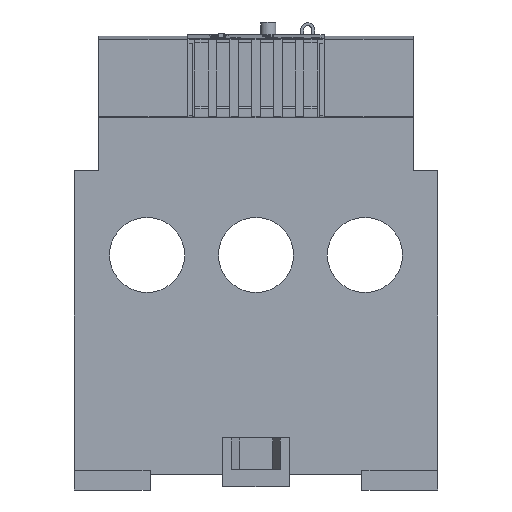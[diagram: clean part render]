
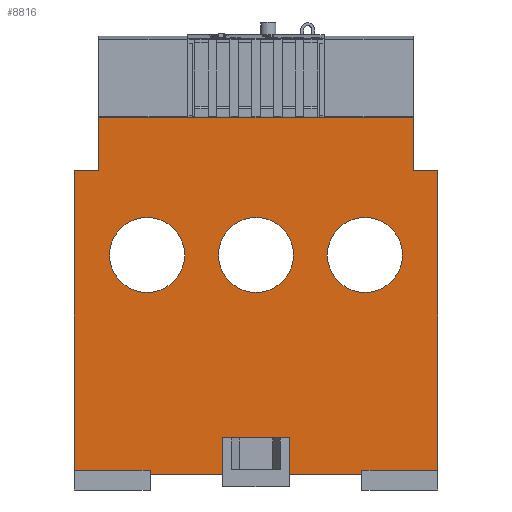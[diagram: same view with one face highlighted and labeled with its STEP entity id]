
A CAD part, front view. The second image highlights one B-rep face of the part: STEP entity #8816.
In plain terms, the highlighted planar face has unit normal (0, -1, 0).
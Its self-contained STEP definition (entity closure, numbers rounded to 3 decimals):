
#8816=ADVANCED_FACE('',(#23381,#23382,#23383,#23384),#23385,.F.);
#9034=VERTEX_POINT('',#23717);
#9040=VERTEX_POINT('',#23723);
#9042=EDGE_CURVE('',#9040,#9034,#23725,.T.);
#9050=VERTEX_POINT('',#23733);
#9056=VERTEX_POINT('',#23739);
#9058=EDGE_CURVE('',#9056,#9050,#23741,.T.);
#9066=VERTEX_POINT('',#23749);
#9072=VERTEX_POINT('',#23755);
#9074=EDGE_CURVE('',#9072,#9066,#23757,.T.);
#12340=VERTEX_POINT('',#27023);
#12344=VERTEX_POINT('',#27027);
#12346=EDGE_CURVE('',#12340,#12344,#27029,.T.);
#18638=VERTEX_POINT('',#33321);
#18640=VERTEX_POINT('',#33323);
#18642=EDGE_CURVE('',#18638,#18640,#33325,.T.);
#18670=VERTEX_POINT('',#33353);
#18672=EDGE_CURVE('',#18670,#18638,#33355,.T.);
#18722=VERTEX_POINT('',#33405);
#18724=EDGE_CURVE('',#18640,#18722,#33407,.T.);
#18736=VERTEX_POINT('',#33419);
#18738=EDGE_CURVE('',#18670,#18736,#33421,.T.);
#18900=VERTEX_POINT('',#33583);
#18904=EDGE_CURVE('',#18900,#18722,#33587,.T.);
#19156=VERTEX_POINT('',#33839);
#19160=VERTEX_POINT('',#33843);
#19162=EDGE_CURVE('',#19156,#19160,#33845,.T.);
#19236=VERTEX_POINT('',#33919);
#19240=VERTEX_POINT('',#33923);
#19242=EDGE_CURVE('',#19236,#19240,#33925,.T.);
#19294=VERTEX_POINT('',#33977);
#19296=EDGE_CURVE('',#19294,#18736,#33979,.T.);
#19470=VERTEX_POINT('',#34153);
#19474=EDGE_CURVE('',#18900,#19470,#34157,.T.);
#19478=EDGE_CURVE('',#19470,#19160,#34161,.T.);
#19484=VERTEX_POINT('',#34167);
#19486=EDGE_CURVE('',#19484,#19156,#34169,.T.);
#19488=EDGE_CURVE('',#12344,#19484,#34171,.T.);
#19490=VERTEX_POINT('',#34173);
#19492=EDGE_CURVE('',#19490,#12340,#34175,.T.);
#19494=EDGE_CURVE('',#19240,#19490,#34177,.T.);
#19496=EDGE_CURVE('',#19236,#19294,#34179,.T.);
#19498=EDGE_CURVE('',#9034,#9040,#34181,.T.);
#19500=EDGE_CURVE('',#9050,#9056,#34183,.T.);
#19502=EDGE_CURVE('',#9066,#9072,#34185,.T.);
#23381=FACE_OUTER_BOUND('',#38054,.T.);
#23382=FACE_BOUND('',#38055,.T.);
#23383=FACE_BOUND('',#38056,.T.);
#23384=FACE_BOUND('',#38057,.T.);
#23385=PLANE('',#38058);
#23717=CARTESIAN_POINT('',(36.401,22.25,77.65));
#23723=CARTESIAN_POINT('',(11.601,22.25,77.65));
#23725=CIRCLE('',#38401,12.4);
#23733=CARTESIAN_POINT('',(72.401,22.25,77.65));
#23739=CARTESIAN_POINT('',(47.601,22.25,77.65));
#23741=CIRCLE('',#38423,12.4);
#23749=CARTESIAN_POINT('',(108.401,22.25,77.65));
#23755=CARTESIAN_POINT('',(83.601,22.25,77.65));
#23757=CIRCLE('',#38445,12.4);
#27023=CARTESIAN_POINT('',(8.001,22.25,123.152));
#27027=CARTESIAN_POINT('',(112.001,22.25,123.152));
#27029=LINE('',#43544,#43545);
#33321=CARTESIAN_POINT('',(49.001,22.25,17.2));
#33323=CARTESIAN_POINT('',(71.001,22.25,17.2));
#33325=LINE('',#53603,#53604);
#33353=CARTESIAN_POINT('',(49.001,22.25,5.0));
#33355=LINE('',#53649,#53650);
#33405=CARTESIAN_POINT('',(71.001,22.25,5.0));
#33407=LINE('',#53733,#53734);
#33419=CARTESIAN_POINT('',(25.001,22.25,5.0));
#33421=LINE('',#53757,#53758);
#33583=CARTESIAN_POINT('',(95.001,22.25,5.0));
#33587=LINE('',#54011,#54012);
#33839=CARTESIAN_POINT('',(120.001,22.25,105.5));
#33843=CARTESIAN_POINT('',(120.001,22.25,6.5));
#33845=LINE('',#54415,#54416);
#33919=CARTESIAN_POINT('',(0.001,22.25,6.5));
#33923=CARTESIAN_POINT('',(0.001,22.25,105.5));
#33925=LINE('',#54535,#54536);
#33977=CARTESIAN_POINT('',(25.001,22.25,6.5));
#33979=LINE('',#54619,#54620);
#34153=CARTESIAN_POINT('',(95.001,22.25,6.5));
#34157=LINE('',#54895,#54896);
#34161=LINE('',#54903,#54904);
#34167=CARTESIAN_POINT('',(112.001,22.25,105.5));
#34169=LINE('',#54917,#54918);
#34171=LINE('',#54921,#54922);
#34173=CARTESIAN_POINT('',(8.001,22.25,105.5));
#34175=LINE('',#54927,#54928);
#34177=LINE('',#54931,#54932);
#34179=LINE('',#54935,#54936);
#34181=CIRCLE('',#54939,12.4);
#34183=CIRCLE('',#54942,12.4);
#34185=CIRCLE('',#54945,12.4);
#38054=EDGE_LOOP('',(#66208,#66209,#66210,#66211,#66212,#66213,#66214,#66215,#66216,#66217,#66218,#66219,#66220,#66221,#66222,#66223));
#38055=EDGE_LOOP('',(#66224,#66225));
#38056=EDGE_LOOP('',(#66226,#66227));
#38057=EDGE_LOOP('',(#66228,#66229));
#38058=AXIS2_PLACEMENT_3D('',#66230,#66231,#66232);
#38401=AXIS2_PLACEMENT_3D('',#67201,#67202,#67203);
#38423=AXIS2_PLACEMENT_3D('',#67209,#67210,#67211);
#38445=AXIS2_PLACEMENT_3D('',#67217,#67218,#67219);
#43544=CARTESIAN_POINT('',(30.001,22.25,123.152));
#43545=VECTOR('',#68615,1.0);
#53603=CARTESIAN_POINT('',(60.001,22.25,17.2));
#53604=VECTOR('',#71113,1.0);
#53649=CARTESIAN_POINT('',(49.001,22.25,39.907));
#53650=VECTOR('',#71121,1.0);
#53733=CARTESIAN_POINT('',(71.001,22.25,39.907));
#53734=VECTOR('',#71137,1.0);
#53757=CARTESIAN_POINT('',(120.001,22.25,5.0));
#53758=VECTOR('',#71142,1.0);
#54011=CARTESIAN_POINT('',(120.001,22.25,5.0));
#54012=VECTOR('',#71186,1.0);
#54415=CARTESIAN_POINT('',(120.001,22.25,105.5));
#54416=VECTOR('',#71279,1.0);
#54535=CARTESIAN_POINT('',(0.001,22.25,5.0));
#54536=VECTOR('',#71304,1.0);
#54619=CARTESIAN_POINT('',(25.001,22.25,36.982));
#54620=VECTOR('',#71319,1.0);
#54895=CARTESIAN_POINT('',(95.001,22.25,36.982));
#54896=VECTOR('',#71403,1.0);
#54903=CARTESIAN_POINT('',(83.751,22.25,6.5));
#54904=VECTOR('',#71405,1.0);
#54917=CARTESIAN_POINT('',(112.001,22.25,105.5));
#54918=VECTOR('',#71408,1.0);
#54921=CARTESIAN_POINT('',(112.001,22.25,138.511));
#54922=VECTOR('',#71409,1.0);
#54927=CARTESIAN_POINT('',(8.001,22.25,105.5));
#54928=VECTOR('',#71410,1.0);
#54931=CARTESIAN_POINT('',(0.001,22.25,105.5));
#54932=VECTOR('',#71411,1.0);
#54935=CARTESIAN_POINT('',(36.251,22.25,6.5));
#54936=VECTOR('',#71412,1.0);
#54939=AXIS2_PLACEMENT_3D('',#71413,#71414,#71415);
#54942=AXIS2_PLACEMENT_3D('',#71416,#71417,#71418);
#54945=AXIS2_PLACEMENT_3D('',#71419,#71420,#71421);
#66208=ORIENTED_EDGE('',*,*,#18724,.T.);
#66209=ORIENTED_EDGE('',*,*,#18904,.F.);
#66210=ORIENTED_EDGE('',*,*,#19474,.T.);
#66211=ORIENTED_EDGE('',*,*,#19478,.T.);
#66212=ORIENTED_EDGE('',*,*,#19162,.F.);
#66213=ORIENTED_EDGE('',*,*,#19486,.F.);
#66214=ORIENTED_EDGE('',*,*,#19488,.F.);
#66215=ORIENTED_EDGE('',*,*,#12346,.F.);
#66216=ORIENTED_EDGE('',*,*,#19492,.F.);
#66217=ORIENTED_EDGE('',*,*,#19494,.F.);
#66218=ORIENTED_EDGE('',*,*,#19242,.F.);
#66219=ORIENTED_EDGE('',*,*,#19496,.T.);
#66220=ORIENTED_EDGE('',*,*,#19296,.T.);
#66221=ORIENTED_EDGE('',*,*,#18738,.F.);
#66222=ORIENTED_EDGE('',*,*,#18672,.T.);
#66223=ORIENTED_EDGE('',*,*,#18642,.T.);
#66224=ORIENTED_EDGE('',*,*,#19498,.T.);
#66225=ORIENTED_EDGE('',*,*,#9042,.T.);
#66226=ORIENTED_EDGE('',*,*,#19500,.T.);
#66227=ORIENTED_EDGE('',*,*,#9058,.T.);
#66228=ORIENTED_EDGE('',*,*,#19502,.T.);
#66229=ORIENTED_EDGE('',*,*,#9074,.T.);
#66230=CARTESIAN_POINT('',(60.001,22.25,70.714));
#66231=DIRECTION('',(-0.0,1.0,0.0));
#66232=DIRECTION('',(1.0,0.0,0.0));
#67201=CARTESIAN_POINT('',(24.001,22.25,77.65));
#67202=DIRECTION('',(-0.0,1.0,0.0));
#67203=DIRECTION('',(1.0,0.0,0.0));
#67209=CARTESIAN_POINT('',(60.001,22.25,77.65));
#67210=DIRECTION('',(-0.0,1.0,0.0));
#67211=DIRECTION('',(1.0,0.0,0.0));
#67217=CARTESIAN_POINT('',(96.001,22.25,77.65));
#67218=DIRECTION('',(-0.0,1.0,0.0));
#67219=DIRECTION('',(1.0,0.0,0.0));
#68615=DIRECTION('',(1.0,0.0,0.0));
#71113=DIRECTION('',(1.0,0.0,0.0));
#71121=DIRECTION('',(0.0,0.0,1.0));
#71137=DIRECTION('',(0.0,0.0,-1.0));
#71142=DIRECTION('',(-1.0,0.0,0.0));
#71186=DIRECTION('',(-1.0,0.0,0.0));
#71279=DIRECTION('',(0.0,0.0,-1.0));
#71304=DIRECTION('',(0.0,0.0,1.0));
#71319=DIRECTION('',(0.0,0.0,-1.0));
#71403=DIRECTION('',(0.0,0.0,1.0));
#71405=DIRECTION('',(1.0,0.0,0.0));
#71408=DIRECTION('',(1.0,0.0,0.0));
#71409=DIRECTION('',(0.0,0.0,-1.0));
#71410=DIRECTION('',(0.0,0.0,1.0));
#71411=DIRECTION('',(1.0,0.0,0.0));
#71412=DIRECTION('',(1.0,0.0,0.0));
#71413=CARTESIAN_POINT('',(24.001,22.25,77.65));
#71414=DIRECTION('',(-0.0,1.0,0.0));
#71415=DIRECTION('',(1.0,0.0,0.0));
#71416=CARTESIAN_POINT('',(60.001,22.25,77.65));
#71417=DIRECTION('',(-0.0,1.0,0.0));
#71418=DIRECTION('',(1.0,0.0,0.0));
#71419=CARTESIAN_POINT('',(96.001,22.25,77.65));
#71420=DIRECTION('',(-0.0,1.0,0.0));
#71421=DIRECTION('',(1.0,0.0,0.0));
